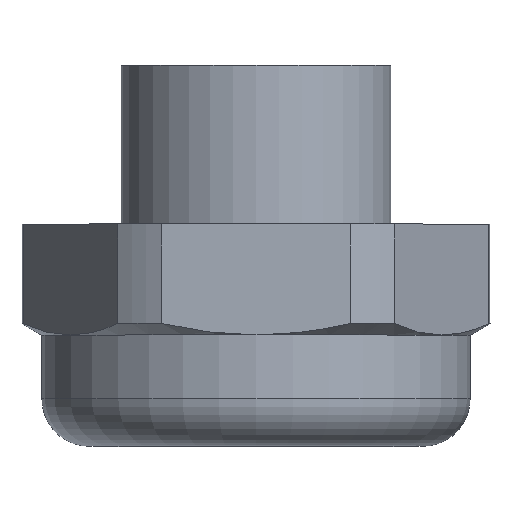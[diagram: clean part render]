
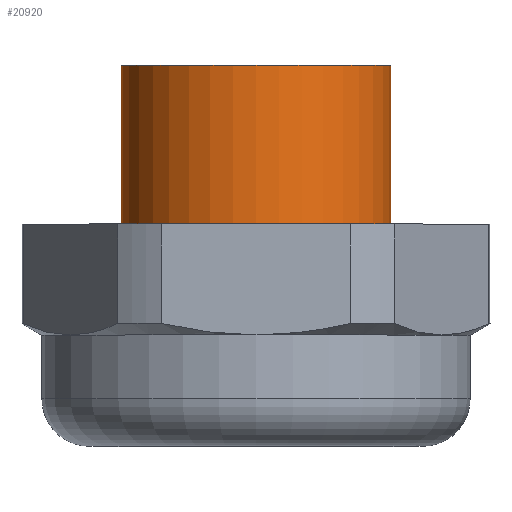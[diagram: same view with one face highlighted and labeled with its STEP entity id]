
A CAD part, top view. The second image highlights one B-rep face of the part: STEP entity #20920.
In plain terms, the highlighted cylindrical face has radius 8.5 mm (diameter 17 mm), a partial arc.
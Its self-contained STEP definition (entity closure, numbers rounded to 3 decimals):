
#17460=CARTESIAN_POINT('',(0.,0.,24.));
#17470=DIRECTION('',(0.,0.,1.));
#17480=DIRECTION('',(1.,0.,0.));
#17490=AXIS2_PLACEMENT_3D('',#17460,#17470,#17480);
#17500=CIRCLE('',#17490,8.5);
#17510=CARTESIAN_POINT('',(-8.5,0.,24.));
#17520=VERTEX_POINT('',#17510);
#17530=CARTESIAN_POINT('',(8.5,0.,24.));
#17540=VERTEX_POINT('',#17530);
#17550=EDGE_CURVE('',#17520,#17540,#17500,.T.);
#19600=CARTESIAN_POINT('',(8.5,0.,16.));
#19610=DIRECTION('',(0.,0.,1.));
#19620=VECTOR('',#19610,1.);
#19630=LINE('',#19600,#19620);
#19640=CARTESIAN_POINT('',(8.5,0.,8.));
#19650=VERTEX_POINT('',#19640);
#19660=EDGE_CURVE('',#19650,#17540,#19630,.T.);
#19700=CARTESIAN_POINT('',(-8.5,0.,16.));
#19710=DIRECTION('',(0.,0.,1.));
#19720=VECTOR('',#19710,1.);
#19730=LINE('',#19700,#19720);
#19740=CARTESIAN_POINT('',(-8.5,0.,8.));
#19750=VERTEX_POINT('',#19740);
#19760=EDGE_CURVE('',#19750,#17520,#19730,.T.);
#19780=CARTESIAN_POINT('',(0.,0.,8.));
#19790=DIRECTION('',(0.,0.,1.));
#19800=DIRECTION('',(1.,0.,0.));
#19810=AXIS2_PLACEMENT_3D('',#19780,#19790,#19800);
#19820=CIRCLE('',#19810,8.5);
#20050=EDGE_CURVE('',#19750,#19650,#19820,.T.);
#20810=CARTESIAN_POINT('',(0.,0.,16.));
#20820=DIRECTION('',(0.,0.,1.));
#20830=DIRECTION('',(1.,0.,0.));
#20840=AXIS2_PLACEMENT_3D('',#20810,#20820,#20830);
#20850=CYLINDRICAL_SURFACE('',#20840,8.5);
#20860=ORIENTED_EDGE('',*,*,#20050,.T.);
#20870=ORIENTED_EDGE('',*,*,#19760,.F.);
#20880=ORIENTED_EDGE('',*,*,#17550,.F.);
#20890=ORIENTED_EDGE('',*,*,#19660,.T.);
#20900=EDGE_LOOP('',(#20890,#20880,#20870,#20860));
#20910=FACE_OUTER_BOUND('',#20900,.T.);
#20920=ADVANCED_FACE('',(#20910),#20850,.T.);
